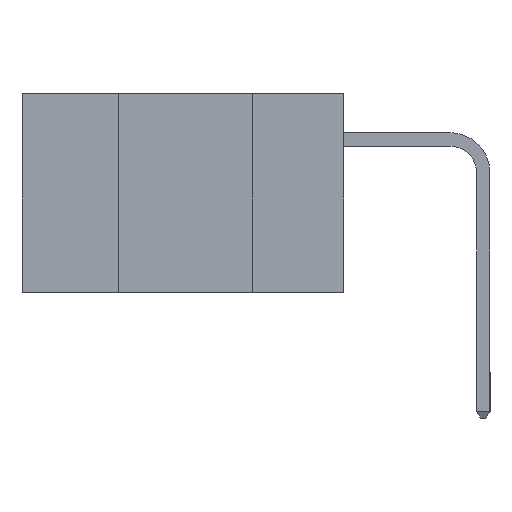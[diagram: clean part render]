
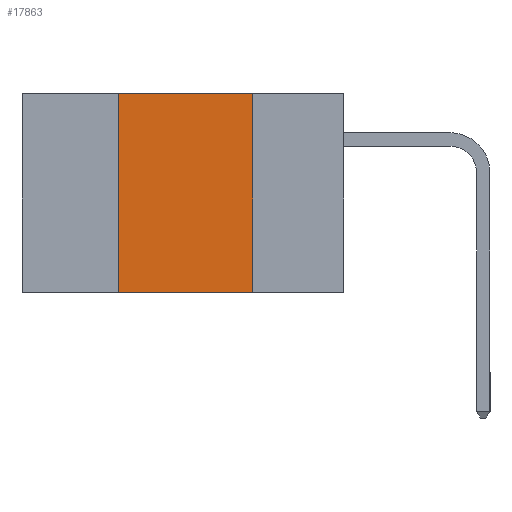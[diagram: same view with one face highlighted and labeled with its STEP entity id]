
A CAD part, left-side view. The second image highlights one B-rep face of the part: STEP entity #17863.
In plain terms, the highlighted planar face has unit normal (-1, 0, 0).
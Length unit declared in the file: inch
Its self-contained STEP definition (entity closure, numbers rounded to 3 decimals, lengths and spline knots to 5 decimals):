
#678 = VECTOR ( 'NONE', #4037, 39.37008 ) ;
#1769 = ORIENTED_EDGE ( 'NONE', *, *, #23526, .F. ) ;
#1872 = LINE ( 'NONE', #2180, #4846 ) ;
#2032 = LINE ( 'NONE', #22261, #16631 ) ;
#2180 = CARTESIAN_POINT ( 'NONE',  ( 0., 0.17, 0. ) ) ;
#2511 = DIRECTION ( 'NONE',  ( 0., 0., -1. ) ) ;
#3161 = DIRECTION ( 'NONE',  ( 0., 0., 1. ) ) ;
#4037 = DIRECTION ( 'NONE',  ( 0., -1., 0. ) ) ;
#4846 = VECTOR ( 'NONE', #17421, 39.37008 ) ;
#5938 = CARTESIAN_POINT ( 'NONE',  ( 0., 0.6, 0. ) ) ;
#6235 = CARTESIAN_POINT ( 'NONE',  ( 0., 0.42, 0. ) ) ;
#7359 = EDGE_CURVE ( 'NONE', #19101, #16944, #2032, .T. ) ;
#9002 = VERTEX_POINT ( 'NONE', #19397 ) ;
#9098 = ORIENTED_EDGE ( 'NONE', *, *, #7359, .F. ) ;
#9861 = EDGE_LOOP ( 'NONE', ( #23400, #1769, #9098, #16236 ) ) ;
#10135 = VECTOR ( 'NONE', #11657, 39.37008 ) ;
#10931 = EDGE_CURVE ( 'NONE', #19101, #24188, #24521, .T. ) ;
#11657 = DIRECTION ( 'NONE',  ( 0., -1., 0. ) ) ;
#12078 = CARTESIAN_POINT ( 'NONE',  ( 0., 0.6, 0. ) ) ;
#13465 = FACE_OUTER_BOUND ( 'NONE', #9861, .T. ) ;
#16016 = PLANE ( 'NONE',  #20897 ) ;
#16236 = ORIENTED_EDGE ( 'NONE', *, *, #10931, .T. ) ;
#16631 = VECTOR ( 'NONE', #3161, 39.37008 ) ;
#16944 = VERTEX_POINT ( 'NONE', #6235 ) ;
#17212 = CARTESIAN_POINT ( 'NONE',  ( 0., 0.6, -0.37 ) ) ;
#17421 = DIRECTION ( 'NONE',  ( 0., 0., -1. ) ) ;
#17642 = CARTESIAN_POINT ( 'NONE',  ( 0., 0.17, -0.37 ) ) ;
#17863 = ADVANCED_FACE ( 'NONE', ( #13465 ), #16016, .F. ) ;
#18265 = EDGE_CURVE ( 'NONE', #9002, #24188, #1872, .T. ) ;
#19101 = VERTEX_POINT ( 'NONE', #23694 ) ;
#19397 = CARTESIAN_POINT ( 'NONE',  ( 0., 0.17, 0. ) ) ;
#20288 = LINE ( 'NONE', #5938, #10135 ) ;
#20897 = AXIS2_PLACEMENT_3D ( 'NONE', #12078, #21593, #2511 ) ;
#21593 = DIRECTION ( 'NONE',  ( 1., 0., 0. ) ) ;
#22261 = CARTESIAN_POINT ( 'NONE',  ( 0., 0.42, 0. ) ) ;
#23400 = ORIENTED_EDGE ( 'NONE', *, *, #18265, .F. ) ;
#23526 = EDGE_CURVE ( 'NONE', #16944, #9002, #20288, .T. ) ;
#23694 = CARTESIAN_POINT ( 'NONE',  ( 0., 0.42, -0.37 ) ) ;
#24188 = VERTEX_POINT ( 'NONE', #17642 ) ;
#24521 = LINE ( 'NONE', #17212, #678 ) ;
